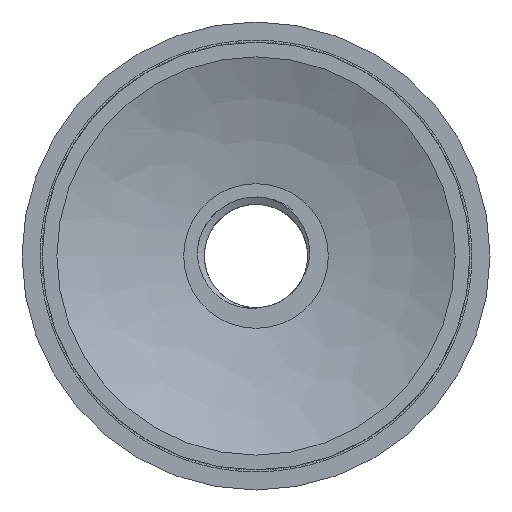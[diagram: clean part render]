
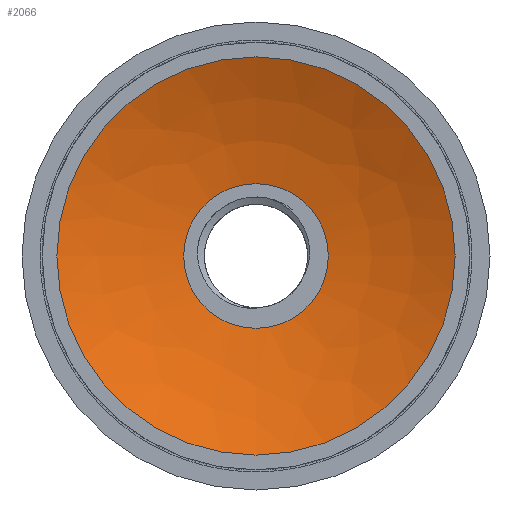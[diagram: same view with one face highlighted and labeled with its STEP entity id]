
A CAD part, front view. The second image highlights one B-rep face of the part: STEP entity #2066.
In plain terms, the highlighted free-form (B-spline) face has degree [3, 3] with [4, 7] control points.
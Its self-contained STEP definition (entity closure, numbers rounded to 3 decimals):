
#45=(
BOUNDED_SURFACE()
B_SPLINE_SURFACE(3,3,((#26525,#26526,#26527,#26528,#26529,#26530,#26531),
(#26532,#26533,#26534,#26535,#26536,#26537,#26538),(#26539,#26540,#26541,
#26542,#26543,#26544,#26545),(#26546,#26547,#26548,#26549,#26550,#26551,
#26552)),.UNSPECIFIED.,.F.,.T.,.F.)
B_SPLINE_SURFACE_WITH_KNOTS((4,4),(1,3,3,3,1),(0.,1.),(-0.5,0.,0.5,1.,1.5),
 .UNSPECIFIED.)
GEOMETRIC_REPRESENTATION_ITEM()
RATIONAL_B_SPLINE_SURFACE(((1.,0.333,0.333,1.,0.333,
0.333,1.),(0.993,0.331,0.331,
0.993,0.331,0.331,0.993),
(0.993,0.331,0.331,0.993,
0.331,0.331,0.993),(1.,0.333,
0.333,1.,0.333,0.333,1.)))
REPRESENTATION_ITEM('')
SURFACE()
);
#2066=ADVANCED_FACE('',(#7288,#7289),#45,.T.);
#7288=FACE_BOUND('',#7509,.T.);
#7289=FACE_BOUND('',#7510,.T.);
#7509=EDGE_LOOP('',(#9339));
#7510=EDGE_LOOP('',(#9340));
#9339=ORIENTED_EDGE('',*,*,#15796,.T.);
#9340=ORIENTED_EDGE('',*,*,#15795,.F.);
#14177=VERTEX_POINT('',#26521);
#14178=VERTEX_POINT('',#26524);
#15795=EDGE_CURVE('',#14177,#14177,#17812,.T.);
#15796=EDGE_CURVE('',#14178,#14178,#17813,.T.);
#17812=CIRCLE('',#18229,4.9);
#17813=CIRCLE('',#18231,13.487);
#18229=AXIS2_PLACEMENT_3D('',#26520,#20463,#20464);
#18231=AXIS2_PLACEMENT_3D('',#26523,#20467,#20468);
#20463=DIRECTION('',(0.,-1.,0.));
#20464=DIRECTION('',(0.,0.,-1.));
#20467=DIRECTION('',(0.,-1.,0.));
#20468=DIRECTION('',(0.,0.,-1.));
#26520=CARTESIAN_POINT('',(0.,5.652,0.));
#26521=CARTESIAN_POINT('',(0.,5.652,-4.9));
#26523=CARTESIAN_POINT('',(0.,3.075,0.));
#26524=CARTESIAN_POINT('',(0.,3.075,-13.487));
#26525=CARTESIAN_POINT('',(0.,5.652,-4.9));
#26526=CARTESIAN_POINT('',(9.8,5.652,-4.9));
#26527=CARTESIAN_POINT('',(9.8,5.652,4.9));
#26528=CARTESIAN_POINT('',(0.,5.652,4.9));
#26529=CARTESIAN_POINT('',(-9.8,5.652,4.9));
#26530=CARTESIAN_POINT('',(-9.8,5.652,-4.9));
#26531=CARTESIAN_POINT('',(0.,5.652,-4.9));
#26532=CARTESIAN_POINT('',(0.,5.206,-7.876));
#26533=CARTESIAN_POINT('',(15.751,5.206,-7.876));
#26534=CARTESIAN_POINT('',(15.751,5.206,7.876));
#26535=CARTESIAN_POINT('',(0.,5.206,7.876));
#26536=CARTESIAN_POINT('',(-15.751,5.206,7.876));
#26537=CARTESIAN_POINT('',(-15.751,5.206,-7.876));
#26538=CARTESIAN_POINT('',(0.,5.206,-7.876));
#26539=CARTESIAN_POINT('',(0.,4.341,-10.757));
#26540=CARTESIAN_POINT('',(21.515,4.341,-10.757));
#26541=CARTESIAN_POINT('',(21.515,4.341,10.757));
#26542=CARTESIAN_POINT('',(0.,4.341,10.757));
#26543=CARTESIAN_POINT('',(-21.515,4.341,10.757));
#26544=CARTESIAN_POINT('',(-21.515,4.341,-10.757));
#26545=CARTESIAN_POINT('',(0.,4.341,-10.757));
#26546=CARTESIAN_POINT('',(0.,3.075,-13.487));
#26547=CARTESIAN_POINT('',(26.973,3.075,-13.487));
#26548=CARTESIAN_POINT('',(26.973,3.075,13.487));
#26549=CARTESIAN_POINT('',(0.,3.075,13.487));
#26550=CARTESIAN_POINT('',(-26.973,3.075,13.487));
#26551=CARTESIAN_POINT('',(-26.973,3.075,-13.487));
#26552=CARTESIAN_POINT('',(0.,3.075,-13.487));
